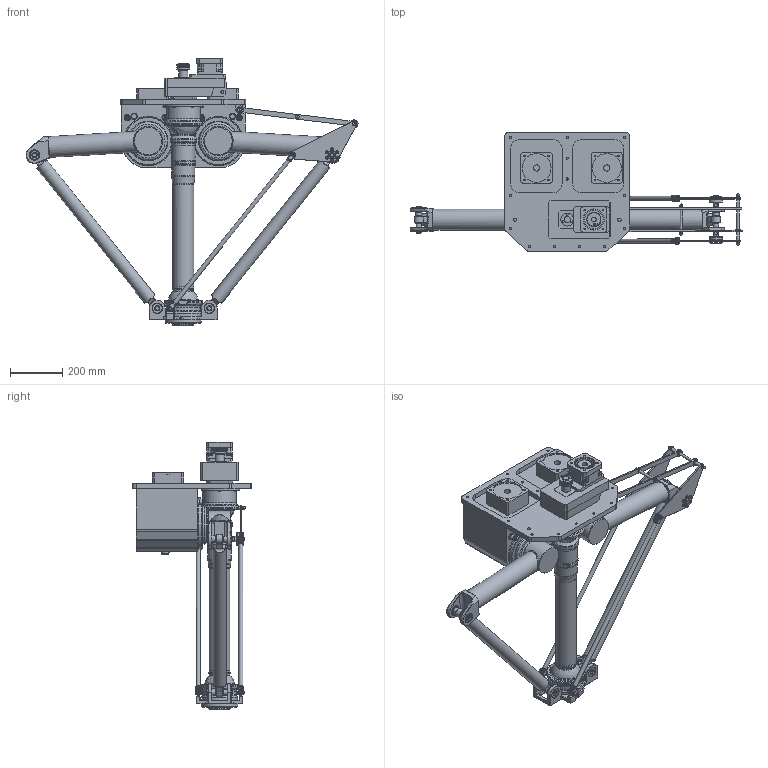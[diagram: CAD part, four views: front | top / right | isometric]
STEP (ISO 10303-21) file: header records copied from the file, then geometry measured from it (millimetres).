
FILE_DESCRIPTION(/* description */ (''),/* implementation_level */ '2;1');
FILE_NAME(/* name */ '3D-model_A_00839.stp',/* time_stamp */ '2022-03-05T10:04:48+01:00',/* author */ ('michael.schutter'),/* organization */ ('Majatronic'),/* preprocessor_version */ 'ST-DEVELOPER v16.5',/* originating_system */ 'Autodesk Inventor 2017',/* authorisation */ '');
FILE_SCHEMA (('AUTOMOTIVE_DESIGN { 1 0 10303 214 3 1 1 }'));
Products named in the file (15): A_00839_DUMMY; MT_BGR00101752 Dummy Kopfplatte; MT_WST00068816MT_WST; MT_WST00103157; MT_WST00103200 Dummy Oberarm; MT_WST00103159 Dummy Oberarm; MT_WST00103183 Dummy Unterarm; MT_WST00068835MT_WST; MT_WST00068836MT_WST; MT_WST00103160 Dummy Parallelogramm Arm; MT_WST00103158; MT_WST00103204 Dummy A3 unten; MT_WST00103203; MT_WST00103201; MT_WST00102753 M-BGR Werkzeugträger
Assembly tree (16 placements, depth 3):
  A_00839_DUMMY
    MT_BGR00101752 Dummy Kopfplatte
      MT_WST00068816MT_WST
      MT_WST00103157
    MT_WST00103200 Dummy Oberarm
    MT_WST00103183 Dummy Unterarm  x2
    MT_WST00103159 Dummy Oberarm
    MT_WST00068835MT_WST
    MT_WST00068836MT_WST
    MT_WST00103160 Dummy Parallelogramm Arm  x2
    MT_WST00103158
    MT_WST00103204 Dummy A3 unten
    MT_WST00103203
    MT_WST00103201
    MT_WST00102753 M-BGR Werkzeugträger
Bounding box: 1276.4 x 458 x 1028.5 mm (x, y, z)
Volume: 49486503.7 mm3; surface area: 2734557.7 mm2
Topology: 16 solids, 31 shells, 2658 faces, 6335 edges, 3990 vertices
Faces by surface type: plane 1386, cylinder 693, cone 272, torus 178, bspline 117, sphere 12
Full cylindrical faces by diameter (mm): 2 x1, 4.917 x9, 5 x3, 6 x4, 6.647 x8, 7 x2, 8 x12, 8.376 x13, 8.71 x2, 10 x5, 10.85 x2, 10.95 x2, 11 x2, 12 x19, 13 x4, 15 x4, 16 x2, 19 x1, 19.5 x6, 20 x4, 20.5 x12, 22 x16, 24 x9, 25 x13, 29 x10, 30 x2, 30.8 x4, 35 x8, 38.4 x4, 38.5 x4
Entity records: 81065 total; most frequent: CARTESIAN_POINT 24244, DIRECTION 11435, ORIENTED_EDGE 10678, EDGE_CURVE 5303, AXIS2_PLACEMENT_3D 4335, VERTEX_POINT 3610, EDGE_LOOP 3323, LINE 2765
